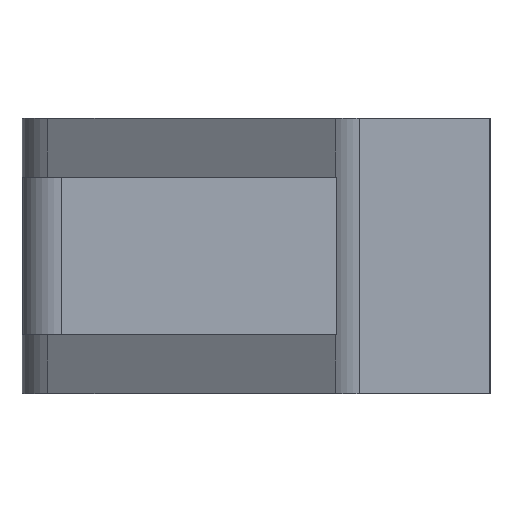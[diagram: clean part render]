
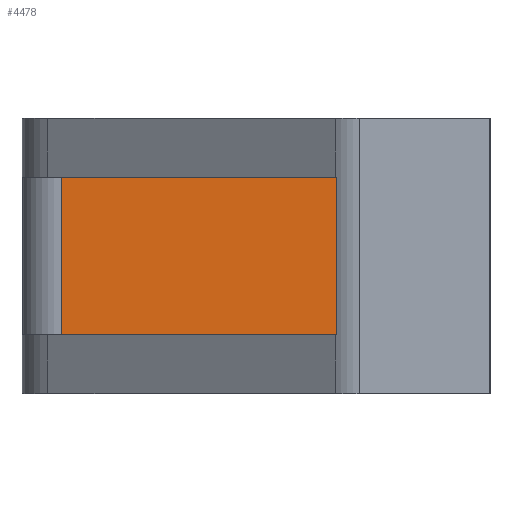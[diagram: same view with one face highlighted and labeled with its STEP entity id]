
A CAD part, left-side view. The second image highlights one B-rep face of the part: STEP entity #4478.
In plain terms, the highlighted planar face has unit normal (-1, 0, 0).
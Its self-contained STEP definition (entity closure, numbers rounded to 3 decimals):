
#46 = FACE_OUTER_BOUND ( 'NONE', #3665, .T. ) ;
#104 = DIRECTION ( 'NONE',  ( 0., 0., -1. ) ) ;
#114 = CARTESIAN_POINT ( 'NONE',  ( -19.183, 11.731, 4.5 ) ) ;
#266 = AXIS2_PLACEMENT_3D ( 'NONE', #1700, #1697, #1681 ) ;
#297 = ORIENTED_EDGE ( 'NONE', *, *, #4270, .T. ) ;
#496 = VECTOR ( 'NONE', #3424, 1000. ) ;
#529 = LINE ( 'NONE', #3504, #496 ) ;
#825 = EDGE_CURVE ( 'NONE', #7155, #1282, #3571, .T. ) ;
#1155 = CARTESIAN_POINT ( 'NONE',  ( -19.183, 32.731, 16.5 ) ) ;
#1269 = CARTESIAN_POINT ( 'NONE',  ( -19.183, 32.731, 4.5 ) ) ;
#1282 = VERTEX_POINT ( 'NONE', #5434 ) ;
#1681 = DIRECTION ( 'NONE',  ( 0., 0., -1. ) ) ;
#1697 = DIRECTION ( 'NONE',  ( 1., 0., 0. ) ) ;
#1700 = CARTESIAN_POINT ( 'NONE',  ( -19.183, 11.731, 4.5 ) ) ;
#2009 = PLANE ( 'NONE',  #266 ) ;
#2775 = VERTEX_POINT ( 'NONE', #3928 ) ;
#2795 = CARTESIAN_POINT ( 'NONE',  ( -19.183, 11.731, 4.5 ) ) ;
#2851 = ORIENTED_EDGE ( 'NONE', *, *, #5294, .F. ) ;
#3424 = DIRECTION ( 'NONE',  ( 0., 1., 0. ) ) ;
#3504 = CARTESIAN_POINT ( 'NONE',  ( -19.183, 11.731, 16.5 ) ) ;
#3513 = VECTOR ( 'NONE', #4488, 1000. ) ;
#3571 = LINE ( 'NONE', #5474, #3513 ) ;
#3591 = DIRECTION ( 'NONE',  ( 0., 0., -1. ) ) ;
#3665 = EDGE_LOOP ( 'NONE', ( #297, #4880, #6049, #2851 ) ) ;
#3852 = VECTOR ( 'NONE', #3591, 1000. ) ;
#3865 = LINE ( 'NONE', #1269, #3852 ) ;
#3928 = CARTESIAN_POINT ( 'NONE',  ( -19.183, 11.731, 16.5 ) ) ;
#4270 = EDGE_CURVE ( 'NONE', #2775, #6039, #529, .T. ) ;
#4478 = ADVANCED_FACE ( 'NONE', ( #46 ), #2009, .F. ) ;
#4488 = DIRECTION ( 'NONE',  ( 0., 1., 0. ) ) ;
#4880 = ORIENTED_EDGE ( 'NONE', *, *, #6814, .T. ) ;
#5294 = EDGE_CURVE ( 'NONE', #2775, #7155, #6106, .T. ) ;
#5434 = CARTESIAN_POINT ( 'NONE',  ( -19.183, 32.731, 4.5 ) ) ;
#5474 = CARTESIAN_POINT ( 'NONE',  ( -19.183, 11.731, 4.5 ) ) ;
#6039 = VERTEX_POINT ( 'NONE', #1155 ) ;
#6049 = ORIENTED_EDGE ( 'NONE', *, *, #825, .F. ) ;
#6106 = LINE ( 'NONE', #114, #6133 ) ;
#6133 = VECTOR ( 'NONE', #104, 1000. ) ;
#6814 = EDGE_CURVE ( 'NONE', #6039, #1282, #3865, .T. ) ;
#7155 = VERTEX_POINT ( 'NONE', #2795 ) ;
